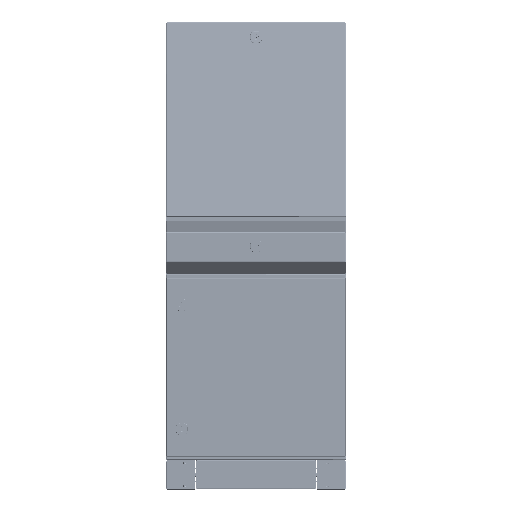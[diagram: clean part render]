
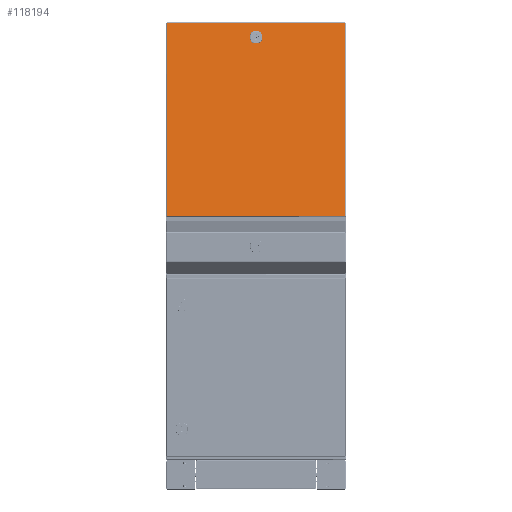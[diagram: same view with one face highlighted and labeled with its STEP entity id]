
A CAD part, top view. The second image highlights one B-rep face of the part: STEP entity #118194.
In plain terms, the highlighted face is planar.
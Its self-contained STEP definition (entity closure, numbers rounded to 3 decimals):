
#375 = CIRCLE ( 'NONE', #126417, 1. ) ;
#946 = CARTESIAN_POINT ( 'NONE',  ( 10.65, 267.785, 0. ) ) ;
#1727 = CARTESIAN_POINT ( 'NONE',  ( 10.65, 287.085, 0. ) ) ;
#4561 = CARTESIAN_POINT ( 'NONE',  ( -10.65, 267.785, 0. ) ) ;
#6509 = VECTOR ( 'NONE', #14588, 1000. ) ;
#7414 = DIRECTION ( 'NONE',  ( 1., 0., 0. ) ) ;
#8408 = ORIENTED_EDGE ( 'NONE', *, *, #19381, .T. ) ;
#9193 = AXIS2_PLACEMENT_3D ( 'NONE', #66977, #134956, #7414 ) ;
#10895 = DIRECTION ( 'NONE',  ( 0., 0., 1. ) ) ;
#14377 = EDGE_CURVE ( 'NONE', #98764, #28938, #88337, .T. ) ;
#14588 = DIRECTION ( 'NONE',  ( 0., 1., 0. ) ) ;
#15092 = VERTEX_POINT ( 'NONE', #174093 ) ;
#18578 = VERTEX_POINT ( 'NONE', #30189 ) ;
#19381 = EDGE_CURVE ( 'NONE', #142331, #43304, #69265, .T. ) ;
#20434 = EDGE_CURVE ( 'NONE', #28938, #40414, #25267, .T. ) ;
#21231 = VERTEX_POINT ( 'NONE', #157357 ) ;
#21671 = DIRECTION ( 'NONE',  ( 0., -1., 0. ) ) ;
#24369 = CARTESIAN_POINT ( 'NONE',  ( -297.793, -326.435, 0. ) ) ;
#24397 = EDGE_CURVE ( 'NONE', #62966, #15092, #116686, .T. ) ;
#25267 = LINE ( 'NONE', #132762, #142417 ) ;
#28938 = VERTEX_POINT ( 'NONE', #164816 ) ;
#30189 = CARTESIAN_POINT ( 'NONE',  ( -297., -326.435, 0. ) ) ;
#40414 = VERTEX_POINT ( 'NONE', #4561 ) ;
#41203 = CARTESIAN_POINT ( 'NONE',  ( -9.65, 288.085, 0. ) ) ;
#42583 = VECTOR ( 'NONE', #56377, 1000. ) ;
#43304 = VERTEX_POINT ( 'NONE', #169451 ) ;
#43664 = LINE ( 'NONE', #140977, #109252 ) ;
#45971 = ORIENTED_EDGE ( 'NONE', *, *, #106463, .F. ) ;
#46112 = DIRECTION ( 'NONE',  ( 0., 0., 1. ) ) ;
#46721 = CARTESIAN_POINT ( 'NONE',  ( -9.65, 266.785, 0. ) ) ;
#52699 = DIRECTION ( 'NONE',  ( 1., 0., 0. ) ) ;
#53452 = ORIENTED_EDGE ( 'NONE', *, *, #24397, .F. ) ;
#56377 = DIRECTION ( 'NONE',  ( -1., 0., 0. ) ) ;
#56802 = ORIENTED_EDGE ( 'NONE', *, *, #97864, .T. ) ;
#62578 = CARTESIAN_POINT ( 'NONE',  ( 297., -326.435, 0. ) ) ;
#62966 = VERTEX_POINT ( 'NONE', #66259 ) ;
#66259 = CARTESIAN_POINT ( 'NONE',  ( 10.65, 287.085, 0. ) ) ;
#66794 = VECTOR ( 'NONE', #102722, 1000. ) ;
#66977 = CARTESIAN_POINT ( 'NONE',  ( -9.65, 287.085, 0. ) ) ;
#67042 = ORIENTED_EDGE ( 'NONE', *, *, #78113, .F. ) ;
#67212 = EDGE_LOOP ( 'NONE', ( #118958, #158694, #56802, #8408 ) ) ;
#68483 = DIRECTION ( 'NONE',  ( 0., -1., 0. ) ) ;
#68549 = EDGE_CURVE ( 'NONE', #43304, #18578, #43664, .T. ) ;
#68716 = DIRECTION ( 'NONE',  ( -1., 0., 0. ) ) ;
#69265 = LINE ( 'NONE', #83923, #42583 ) ;
#72787 = AXIS2_PLACEMENT_3D ( 'NONE', #76377, #46112, #101221 ) ;
#73313 = EDGE_LOOP ( 'NONE', ( #170642, #45971, #164241, #112426, #132220, #53452, #159320, #67042 ) ) ;
#73985 = CARTESIAN_POINT ( 'NONE',  ( 297., 326.435, 0. ) ) ;
#76377 = CARTESIAN_POINT ( 'NONE',  ( 9.65, 287.085, 0. ) ) ;
#77690 = AXIS2_PLACEMENT_3D ( 'NONE', #106929, #123389, #162942 ) ;
#78113 = EDGE_CURVE ( 'NONE', #136271, #119533, #90953, .T. ) ;
#80638 = CARTESIAN_POINT ( 'NONE',  ( -9.65, 267.785, 0. ) ) ;
#83923 = CARTESIAN_POINT ( 'NONE',  ( 297.793, 326.435, 0. ) ) ;
#88337 = CIRCLE ( 'NONE', #9193, 1. ) ;
#90953 = CIRCLE ( 'NONE', #131948, 1. ) ;
#92288 = FACE_BOUND ( 'NONE', #73313, .T. ) ;
#97864 = EDGE_CURVE ( 'NONE', #136190, #142331, #141588, .T. ) ;
#98764 = VERTEX_POINT ( 'NONE', #150982 ) ;
#99373 = CARTESIAN_POINT ( 'NONE',  ( 297., -327.228, 0. ) ) ;
#99609 = VECTOR ( 'NONE', #68716, 1000. ) ;
#101221 = DIRECTION ( 'NONE',  ( -1., 0., 0. ) ) ;
#102111 = EDGE_CURVE ( 'NONE', #21231, #136271, #132096, .T. ) ;
#102722 = DIRECTION ( 'NONE',  ( 1., 0., 0. ) ) ;
#106463 = EDGE_CURVE ( 'NONE', #40414, #21231, #375, .T. ) ;
#106929 = CARTESIAN_POINT ( 'NONE',  ( 0., 0., 0. ) ) ;
#109252 = VECTOR ( 'NONE', #68483, 1000. ) ;
#112426 = ORIENTED_EDGE ( 'NONE', *, *, #14377, .F. ) ;
#113643 = VECTOR ( 'NONE', #180427, 1000. ) ;
#116686 = CIRCLE ( 'NONE', #72787, 1. ) ;
#116774 = CARTESIAN_POINT ( 'NONE',  ( 9.65, 266.785, 0. ) ) ;
#118194 = ADVANCED_FACE ( 'NONE', ( #92288, #120689 ), #136296, .F. ) ;
#118958 = ORIENTED_EDGE ( 'NONE', *, *, #68549, .T. ) ;
#119533 = VERTEX_POINT ( 'NONE', #946 ) ;
#120689 = FACE_OUTER_BOUND ( 'NONE', #67212, .T. ) ;
#123389 = DIRECTION ( 'NONE',  ( 0., 0., -1. ) ) ;
#123465 = LINE ( 'NONE', #24369, #113643 ) ;
#126417 = AXIS2_PLACEMENT_3D ( 'NONE', #80638, #10895, #137555 ) ;
#131948 = AXIS2_PLACEMENT_3D ( 'NONE', #138091, #163822, #52699 ) ;
#132096 = LINE ( 'NONE', #46721, #66794 ) ;
#132220 = ORIENTED_EDGE ( 'NONE', *, *, #181409, .F. ) ;
#132762 = CARTESIAN_POINT ( 'NONE',  ( -10.65, 287.085, 0. ) ) ;
#134956 = DIRECTION ( 'NONE',  ( 0., 0., 1. ) ) ;
#136190 = VERTEX_POINT ( 'NONE', #62578 ) ;
#136271 = VERTEX_POINT ( 'NONE', #116774 ) ;
#136296 = PLANE ( 'NONE',  #77690 ) ;
#137555 = DIRECTION ( 'NONE',  ( 1., 0., 0. ) ) ;
#138091 = CARTESIAN_POINT ( 'NONE',  ( 9.65, 267.785, 0. ) ) ;
#140977 = CARTESIAN_POINT ( 'NONE',  ( -297., 327.228, 0. ) ) ;
#141588 = LINE ( 'NONE', #99373, #145477 ) ;
#142100 = LINE ( 'NONE', #41203, #99609 ) ;
#142331 = VERTEX_POINT ( 'NONE', #73985 ) ;
#142417 = VECTOR ( 'NONE', #21671, 1000. ) ;
#145477 = VECTOR ( 'NONE', #156242, 1000. ) ;
#150982 = CARTESIAN_POINT ( 'NONE',  ( -9.65, 288.085, 0. ) ) ;
#151826 = EDGE_CURVE ( 'NONE', #18578, #136190, #123465, .T. ) ;
#156242 = DIRECTION ( 'NONE',  ( 0., 1., 0. ) ) ;
#157357 = CARTESIAN_POINT ( 'NONE',  ( -9.65, 266.785, 0. ) ) ;
#158694 = ORIENTED_EDGE ( 'NONE', *, *, #151826, .T. ) ;
#159320 = ORIENTED_EDGE ( 'NONE', *, *, #168310, .F. ) ;
#162942 = DIRECTION ( 'NONE',  ( -1., 0., 0. ) ) ;
#163822 = DIRECTION ( 'NONE',  ( 0., 0., 1. ) ) ;
#164241 = ORIENTED_EDGE ( 'NONE', *, *, #20434, .F. ) ;
#164816 = CARTESIAN_POINT ( 'NONE',  ( -10.65, 287.085, 0. ) ) ;
#168310 = EDGE_CURVE ( 'NONE', #119533, #62966, #169703, .T. ) ;
#169451 = CARTESIAN_POINT ( 'NONE',  ( -297., 326.435, 0. ) ) ;
#169703 = LINE ( 'NONE', #1727, #6509 ) ;
#170642 = ORIENTED_EDGE ( 'NONE', *, *, #102111, .F. ) ;
#174093 = CARTESIAN_POINT ( 'NONE',  ( 9.65, 288.085, 0. ) ) ;
#180427 = DIRECTION ( 'NONE',  ( 1., 0., 0. ) ) ;
#181409 = EDGE_CURVE ( 'NONE', #15092, #98764, #142100, .T. ) ;
